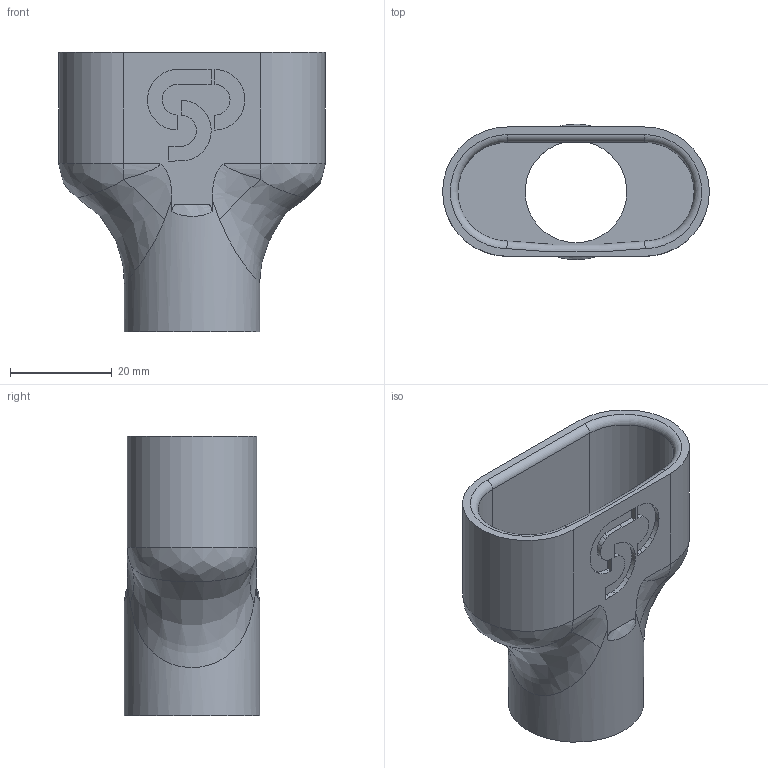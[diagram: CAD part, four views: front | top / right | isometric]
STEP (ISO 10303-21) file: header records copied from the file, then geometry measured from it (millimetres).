
FILE_DESCRIPTION(/* description */ (''),/* implementation_level */ '2;1');
FILE_NAME(/* name */ 'attachment-Subea.step',/* time_stamp */ '2020-03-25T06:50:59-05:00',/* author */ (''),/* organization */ (''),/* preprocessor_version */ 'ST-DEVELOPER v18',/* originating_system */ 'Autodesk Translation Framework v8.12.0.6',/* authorisation */ '');
FILE_SCHEMA (('AUTOMOTIVE_DESIGN { 1 0 10303 214 3 1 1 }'));
Length unit declared in the file: millimetre
Products named in the file (1): attachment-Subea
Bounding box: 52.4 x 26.6 x 54.8 mm (x, y, z)
Volume: 19354.7 mm3; surface area: 12051.9 mm2
Topology: 1 solids, 1 shells, 121 faces, 330 edges, 215 vertices
Faces by surface type: bspline 72, plane 33, cylinder 13, torus 3
Full cylindrical faces by diameter (mm): 26.6 x1
Entity records: 4988 total; most frequent: CARTESIAN_POINT 2477, ORIENTED_EDGE 660, EDGE_CURVE 330, DIRECTION 307, VERTEX_POINT 215, LINE 155, VECTOR 155, EDGE_LOOP 127
